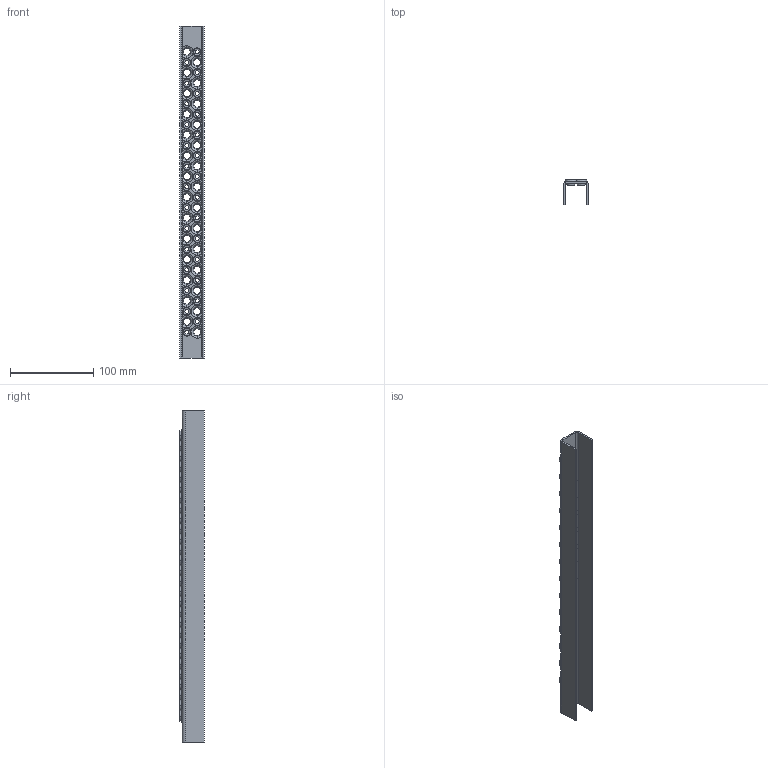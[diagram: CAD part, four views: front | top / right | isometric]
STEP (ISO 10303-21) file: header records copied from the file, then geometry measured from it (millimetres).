
FILE_DESCRIPTION (( 'STEP AP214' ), '1' );
FILE_NAME ('Optimo-Ladder-rung-O2-400x30x30x2-st240-F140000100.STEP', '2021-08-09T12:11:01', ( '' ), ( '' ), 'SwSTEP 2.0', 'SolidWorks 2021', '' );
FILE_SCHEMA (( 'AUTOMOTIVE_DESIGN' ));
Length unit declared in the file: millimetre
Products named in the file (1): Optimo-Ladder-rung-O2-400x30x30x2-st240-F140000100
Bounding box: 30 x 30 x 400 mm (x, y, z)
Volume: 62347.1 mm3; surface area: 68182.8 mm2
Topology: 1 solids, 1 shells, 692 faces, 2002 edges, 1200 vertices
Faces by surface type: cone 336, torus 252, cylinder 58, plane 46
Entity records: 25854 total; most frequent: CARTESIAN_POINT 6771, DIRECTION 4542, ORIENTED_EDGE 4004, AXIS2_PLACEMENT_3D 2015, EDGE_CURVE 2002, CIRCLE 1322, VERTEX_POINT 1200, FACE_OUTER_BOUND 692
